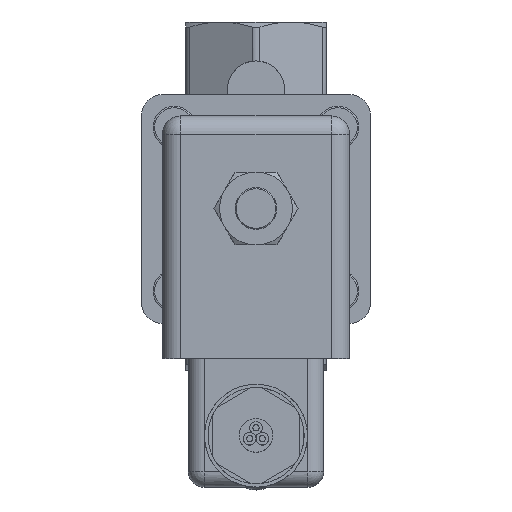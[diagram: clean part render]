
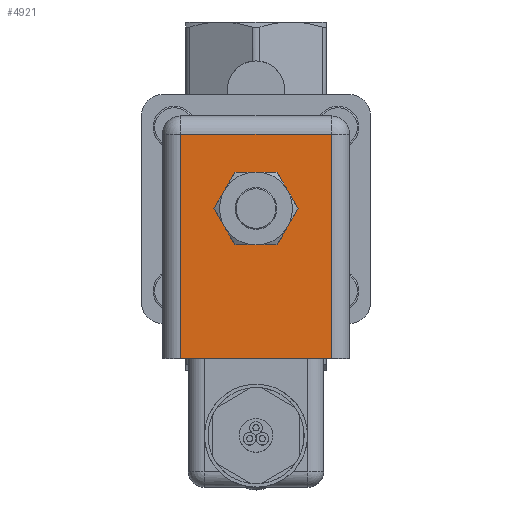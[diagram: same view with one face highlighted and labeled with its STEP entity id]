
A CAD part, top view. The second image highlights one B-rep face of the part: STEP entity #4921.
In plain terms, the highlighted planar face has unit normal (0, 0, 1).
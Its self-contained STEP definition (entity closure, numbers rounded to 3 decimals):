
#334=LINE('',#7461,#589);
#335=LINE('',#7463,#590);
#336=LINE('',#7465,#591);
#337=LINE('',#7466,#592);
#338=LINE('',#7471,#593);
#339=LINE('',#7475,#594);
#340=LINE('',#7479,#595);
#341=LINE('',#7483,#596);
#342=LINE('',#7487,#597);
#343=LINE('',#7490,#598);
#589=VECTOR('',#5930,43.1);
#590=VECTOR('',#5931,29.);
#591=VECTOR('',#5932,43.1);
#592=VECTOR('',#5933,29.);
#593=VECTOR('',#5936,6.381);
#594=VECTOR('',#5939,6.381);
#595=VECTOR('',#5942,6.381);
#596=VECTOR('',#5945,6.381);
#597=VECTOR('',#5948,6.381);
#598=VECTOR('',#5951,6.381);
#848=PLANE('',#5269);
#963=FACE_BOUND('',#1363,.T.);
#1020=FACE_OUTER_BOUND('',#1362,.T.);
#1362=EDGE_LOOP('',(#3292,#3293,#3294,#3295));
#1363=EDGE_LOOP('',(#3296,#3297,#3298,#3299,#3300,#3301,#3302,#3303,#3304,
#3305,#3306,#3307));
#1749=CIRCLE('',#5270,7.693);
#1750=CIRCLE('',#5271,7.693);
#1751=CIRCLE('',#5272,7.693);
#1752=CIRCLE('',#5273,7.693);
#1753=CIRCLE('',#5274,7.693);
#1754=CIRCLE('',#5275,7.693);
#2051=VERTEX_POINT('',#7459);
#2052=VERTEX_POINT('',#7460);
#2053=VERTEX_POINT('',#7462);
#2054=VERTEX_POINT('',#7464);
#2055=VERTEX_POINT('',#7467);
#2056=VERTEX_POINT('',#7468);
#2057=VERTEX_POINT('',#7470);
#2058=VERTEX_POINT('',#7472);
#2059=VERTEX_POINT('',#7474);
#2060=VERTEX_POINT('',#7476);
#2061=VERTEX_POINT('',#7478);
#2062=VERTEX_POINT('',#7480);
#2063=VERTEX_POINT('',#7482);
#2064=VERTEX_POINT('',#7484);
#2065=VERTEX_POINT('',#7486);
#2066=VERTEX_POINT('',#7488);
#2528=EDGE_CURVE('',#2051,#2052,#334,.T.);
#2529=EDGE_CURVE('',#2051,#2053,#335,.T.);
#2530=EDGE_CURVE('',#2054,#2053,#336,.T.);
#2531=EDGE_CURVE('',#2052,#2054,#337,.T.);
#2532=EDGE_CURVE('',#2055,#2056,#1749,.T.);
#2533=EDGE_CURVE('',#2057,#2055,#338,.T.);
#2534=EDGE_CURVE('',#2058,#2057,#1750,.T.);
#2535=EDGE_CURVE('',#2059,#2058,#339,.T.);
#2536=EDGE_CURVE('',#2060,#2059,#1751,.T.);
#2537=EDGE_CURVE('',#2061,#2060,#340,.T.);
#2538=EDGE_CURVE('',#2062,#2061,#1752,.T.);
#2539=EDGE_CURVE('',#2063,#2062,#341,.T.);
#2540=EDGE_CURVE('',#2064,#2063,#1753,.T.);
#2541=EDGE_CURVE('',#2065,#2064,#342,.T.);
#2542=EDGE_CURVE('',#2066,#2065,#1754,.T.);
#2543=EDGE_CURVE('',#2056,#2066,#343,.T.);
#3292=ORIENTED_EDGE('',*,*,#2528,.F.);
#3293=ORIENTED_EDGE('',*,*,#2529,.T.);
#3294=ORIENTED_EDGE('',*,*,#2530,.F.);
#3295=ORIENTED_EDGE('',*,*,#2531,.F.);
#3296=ORIENTED_EDGE('',*,*,#2532,.F.);
#3297=ORIENTED_EDGE('',*,*,#2533,.F.);
#3298=ORIENTED_EDGE('',*,*,#2534,.F.);
#3299=ORIENTED_EDGE('',*,*,#2535,.F.);
#3300=ORIENTED_EDGE('',*,*,#2536,.F.);
#3301=ORIENTED_EDGE('',*,*,#2537,.F.);
#3302=ORIENTED_EDGE('',*,*,#2538,.F.);
#3303=ORIENTED_EDGE('',*,*,#2539,.F.);
#3304=ORIENTED_EDGE('',*,*,#2540,.F.);
#3305=ORIENTED_EDGE('',*,*,#2541,.F.);
#3306=ORIENTED_EDGE('',*,*,#2542,.F.);
#3307=ORIENTED_EDGE('',*,*,#2543,.F.);
#4921=ADVANCED_FACE('',(#1020,#963),#848,.T.);
#5269=AXIS2_PLACEMENT_3D('',#7458,#5928,#5929);
#5270=AXIS2_PLACEMENT_3D('',#7469,#5934,#5935);
#5271=AXIS2_PLACEMENT_3D('',#7473,#5937,#5938);
#5272=AXIS2_PLACEMENT_3D('',#7477,#5940,#5941);
#5273=AXIS2_PLACEMENT_3D('',#7481,#5943,#5944);
#5274=AXIS2_PLACEMENT_3D('',#7485,#5946,#5947);
#5275=AXIS2_PLACEMENT_3D('',#7489,#5949,#5950);
#5928=DIRECTION('center_axis',(0.,0.,1.));
#5929=DIRECTION('ref_axis',(1.,0.,0.));
#5930=DIRECTION('',(0.,1.,0.));
#5931=DIRECTION('',(1.,0.,0.));
#5932=DIRECTION('',(0.,-1.,0.));
#5933=DIRECTION('',(1.,0.,0.));
#5934=DIRECTION('center_axis',(0.,0.,1.));
#5935=DIRECTION('ref_axis',(0.,-1.,0.));
#5936=DIRECTION('',(-0.5,0.866,0.));
#5937=DIRECTION('center_axis',(0.,0.,1.));
#5938=DIRECTION('ref_axis',(0.,-1.,0.));
#5939=DIRECTION('',(0.5,0.866,0.));
#5940=DIRECTION('center_axis',(0.,0.,1.));
#5941=DIRECTION('ref_axis',(0.,-1.,0.));
#5942=DIRECTION('',(1.,0.,0.));
#5943=DIRECTION('center_axis',(0.,0.,1.));
#5944=DIRECTION('ref_axis',(0.,-1.,0.));
#5945=DIRECTION('',(0.5,-0.866,0.));
#5946=DIRECTION('center_axis',(0.,0.,1.));
#5947=DIRECTION('ref_axis',(0.,-1.,0.));
#5948=DIRECTION('',(-0.5,-0.866,0.));
#5949=DIRECTION('center_axis',(0.,0.,1.));
#5950=DIRECTION('ref_axis',(0.,-1.,0.));
#5951=DIRECTION('',(-1.,0.,0.));
#7458=CARTESIAN_POINT('Origin',(0.,-5.2,
88.4));
#7459=CARTESIAN_POINT('',(-14.5,-31.3,88.4));
#7460=CARTESIAN_POINT('',(-14.5,11.8,88.4));
#7461=CARTESIAN_POINT('',(-14.5,-15.45,88.4));
#7462=CARTESIAN_POINT('',(14.5,-31.3,88.4));
#7463=CARTESIAN_POINT('',(-18.,-31.3,88.4));
#7464=CARTESIAN_POINT('',(14.5,11.8,88.4));
#7465=CARTESIAN_POINT('',(14.5,5.05,88.4));
#7466=CARTESIAN_POINT('',(-9.,11.8,88.4));
#7467=CARTESIAN_POINT('',(4.467,3.763,88.4));
#7468=CARTESIAN_POINT('',(3.191,4.5,88.4));
#7469=CARTESIAN_POINT('Origin',(0.,-2.5,88.4));
#7470=CARTESIAN_POINT('',(7.657,-1.763,88.4));
#7471=CARTESIAN_POINT('',(7.657,-1.763,88.4));
#7472=CARTESIAN_POINT('',(7.657,-3.237,88.4));
#7473=CARTESIAN_POINT('Origin',(0.,-2.5,88.4));
#7474=CARTESIAN_POINT('',(4.467,-8.763,88.4));
#7475=CARTESIAN_POINT('',(4.467,-8.763,88.4));
#7476=CARTESIAN_POINT('',(3.191,-9.5,88.4));
#7477=CARTESIAN_POINT('Origin',(0.,-2.5,88.4));
#7478=CARTESIAN_POINT('',(-3.191,-9.5,88.4));
#7479=CARTESIAN_POINT('',(-2.021,-9.5,88.4));
#7480=CARTESIAN_POINT('',(-4.467,-8.763,88.4));
#7481=CARTESIAN_POINT('Origin',(0.,-2.5,88.4));
#7482=CARTESIAN_POINT('',(-7.657,-3.237,88.4));
#7483=CARTESIAN_POINT('',(-6.488,-5.263,88.4));
#7484=CARTESIAN_POINT('',(-7.657,-1.763,88.4));
#7485=CARTESIAN_POINT('Origin',(0.,-2.5,88.4));
#7486=CARTESIAN_POINT('',(-4.467,3.763,88.4));
#7487=CARTESIAN_POINT('',(-5.636,1.738,88.4));
#7488=CARTESIAN_POINT('',(-3.191,4.5,88.4));
#7489=CARTESIAN_POINT('Origin',(0.,-2.5,88.4));
#7490=CARTESIAN_POINT('',(2.021,4.5,88.4));
